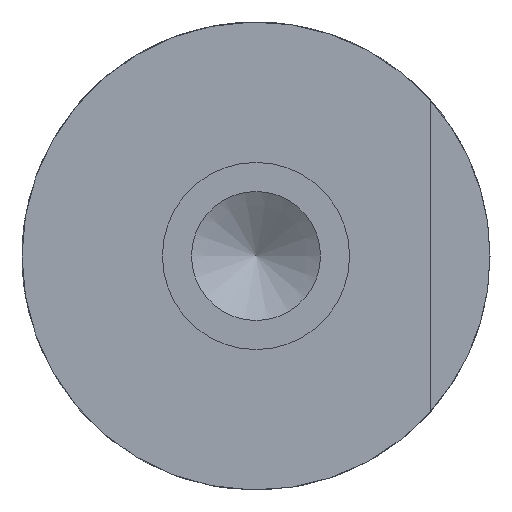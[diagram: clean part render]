
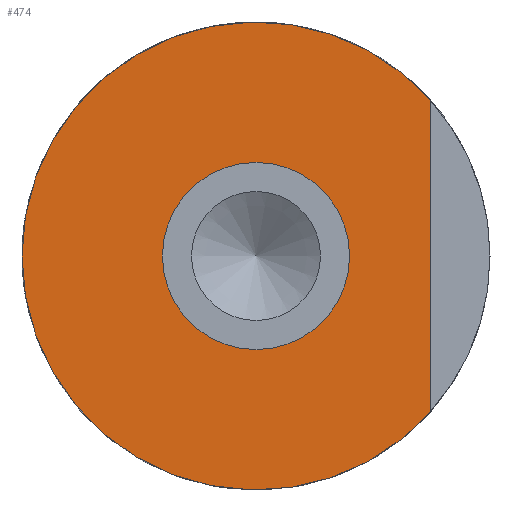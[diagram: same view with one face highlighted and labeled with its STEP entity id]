
A CAD part, front view. The second image highlights one B-rep face of the part: STEP entity #474.
In plain terms, the highlighted planar face has unit normal (0, -1, 0).
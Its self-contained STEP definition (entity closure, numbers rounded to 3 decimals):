
#38=FACE_BOUND('',#125,.T.);
#43=CIRCLE('',#579,7.5);
#50=CIRCLE('',#588,3.);
#72=PLANE('',#596);
#95=FACE_OUTER_BOUND('',#124,.T.);
#124=EDGE_LOOP('',(#391,#392));
#125=EDGE_LOOP('',(#393));
#141=LINE('',#858,#177);
#177=VECTOR('',#634,10.);
#222=VERTEX_POINT('',#856);
#223=VERTEX_POINT('',#857);
#238=VERTEX_POINT('',#895);
#267=EDGE_CURVE('',#222,#223,#141,.T.);
#276=EDGE_CURVE('',#222,#223,#43,.T.);
#286=EDGE_CURVE('',#238,#238,#50,.T.);
#391=ORIENTED_EDGE('',*,*,#267,.T.);
#392=ORIENTED_EDGE('',*,*,#276,.F.);
#393=ORIENTED_EDGE('',*,*,#286,.T.);
#474=ADVANCED_FACE('',(#95,#38),#72,.F.);
#579=AXIS2_PLACEMENT_3D('',#875,#650,#651);
#588=AXIS2_PLACEMENT_3D('',#896,#671,#672);
#596=AXIS2_PLACEMENT_3D('',#912,#694,#695);
#634=DIRECTION('',(0.,0.,1.));
#650=DIRECTION('center_axis',(0.,1.,0.));
#651=DIRECTION('ref_axis',(-1.,0.,0.));
#671=DIRECTION('center_axis',(0.,1.,0.));
#672=DIRECTION('ref_axis',(1.,0.,0.));
#694=DIRECTION('center_axis',(0.,1.,0.));
#695=DIRECTION('ref_axis',(0.,0.,1.));
#856=CARTESIAN_POINT('',(5.59,0.,-5.));
#857=CARTESIAN_POINT('',(5.59,0.,5.));
#858=CARTESIAN_POINT('',(5.59,0.,-2.5));
#875=CARTESIAN_POINT('Origin',(0.,0.,0.));
#895=CARTESIAN_POINT('',(-3.,0.,0.));
#896=CARTESIAN_POINT('Origin',(0.,0.,0.));
#912=CARTESIAN_POINT('Origin',(0.,0.,0.));
